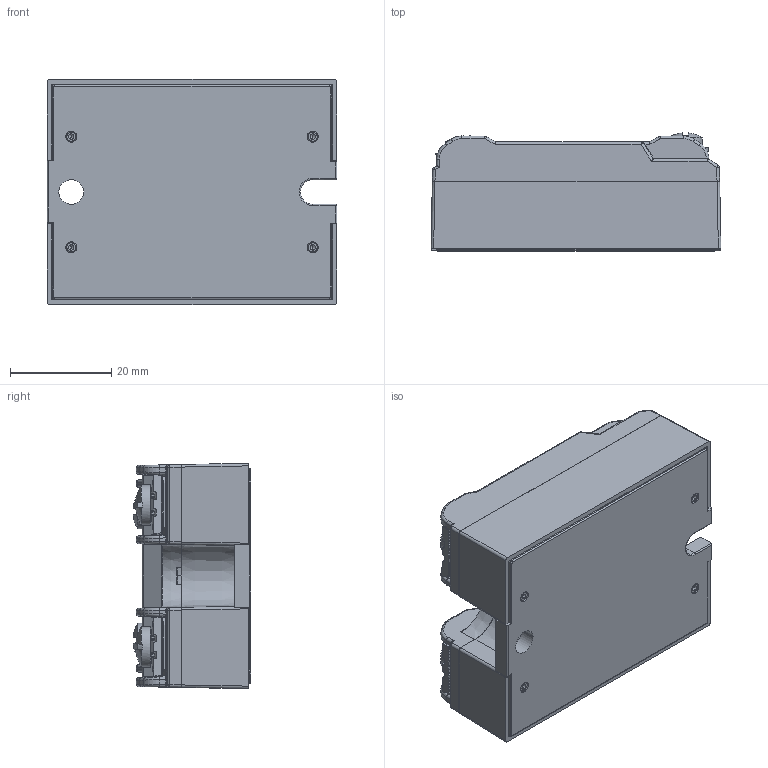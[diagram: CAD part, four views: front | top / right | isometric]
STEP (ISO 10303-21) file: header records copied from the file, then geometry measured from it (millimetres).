
FILE_DESCRIPTION (( 'STEP AP214' ), '1' );
FILE_NAME ('NEW S1-LED option.STEP', '2014-03-12T22:12:50', ( 'cst' ), ( '' ), 'SwSTEP 2.0', 'SolidWorks 2013', '' );
FILE_SCHEMA (( 'AUTOMOTIVE_DESIGN' ));
Length unit declared in the file: inch
Products named in the file (20): 18978_1; 6-32_CAPTIVE_WASHER_1; NEW S1-LED option; 6-32_SCREW_1; 18974_1; 8-32_CAPTIVE_WASHER_1; 18973_1; 8-32_SCREW_1; 18455 Drive Stud Rev.A_1; 18972_1; 18971_1; 18977_LED_HOLE; 06-501 Rev C_1; PCBA_NewS1_nw_A2425; 18975_nw_1; Final Assy New S1 Rev 1.SLDDRW_Default_25A; 512560-2 HSA 110-125 Amp_2_25A; 16832 BasePlate S1 Rev.D_1; 18976-L_with cut and bend; 18976-R_with cut and bend
Assembly tree (27 placements, depth 4):
  NEW S1-LED option
    Final Assy New S1 Rev 1.SLDDRW_Default_25A
      18978_1
      512560-2 HSA 110-125 Amp_2_25A
        18976-R_with cut and bend
        18976-L_with cut and bend
        16832 BasePlate S1 Rev.D_1
    PCBA_NewS1_nw_A2425
      18975_nw_1  x2
    06-501 Rev C_1
    18977_LED_HOLE
    18971_1  x2
    18972_1  x2
    18455 Drive Stud Rev.A_1  x4
    18974_1  x2
      8-32_SCREW_1
      8-32_CAPTIVE_WASHER_1
    18973_1  x2
      6-32_SCREW_1
      6-32_CAPTIVE_WASHER_1
Bounding box: 57.15 x 23.26 x 44.45 mm (x, y, z)
Volume: 22169.9 mm3; surface area: 29336.3 mm2
Topology: 25 solids, 25 shells, 8587 faces, 21647 edges, 13932 vertices
Faces by surface type: plane 6078, cylinder 1408, bspline 661, cone 440
Entity records: 239991 total; most frequent: CARTESIAN_POINT 43584, ORIENTED_EDGE 27266, DIRECTION 23690, EDGE_CURVE 13633, LINE 10282, VECTOR 10282, VERTEX_POINT 8741, AXIS2_PLACEMENT_3D 6704
